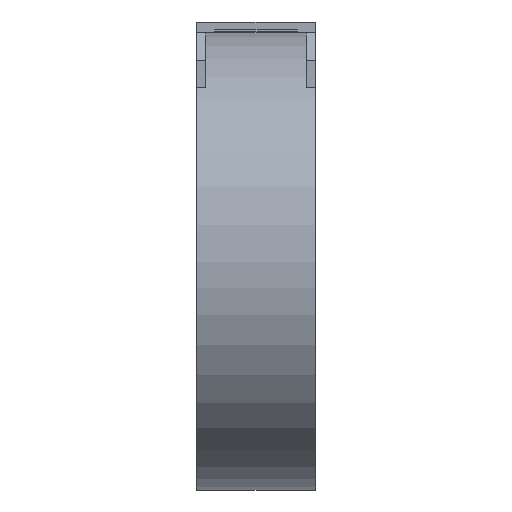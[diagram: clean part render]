
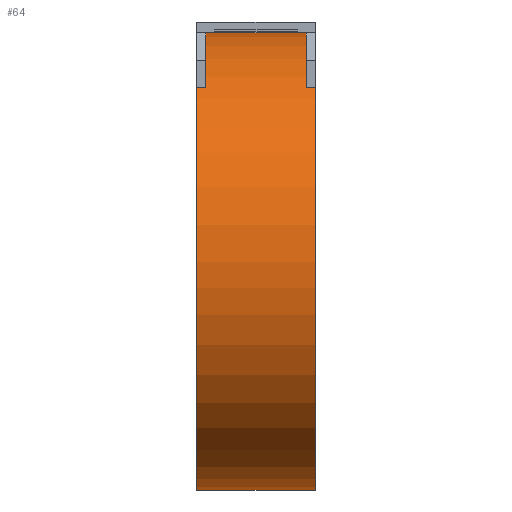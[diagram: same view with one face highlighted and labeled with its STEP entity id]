
A CAD part, left-side view. The second image highlights one B-rep face of the part: STEP entity #64.
In plain terms, the highlighted free-form (B-spline) face has degree [2, 1] with [9, 2] control points.
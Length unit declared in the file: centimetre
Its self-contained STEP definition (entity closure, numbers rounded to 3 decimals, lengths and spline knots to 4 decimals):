
#11=(
BOUNDED_CURVE()
B_SPLINE_CURVE(2,(#564,#565,#566,#567,#568,#569,#570,#571,#572),
 .UNSPECIFIED.,.T.,.F.)
B_SPLINE_CURVE_WITH_KNOTS((3,2,2,2,3),(0.,39.2699,78.5398,
117.8097,157.0796),.UNSPECIFIED.)
CURVE()
GEOMETRIC_REPRESENTATION_ITEM()
RATIONAL_B_SPLINE_CURVE((1.,0.707,1.,0.707,1.,0.707,
1.,0.707,1.))
REPRESENTATION_ITEM('')
);
#12=(
BOUNDED_CURVE()
B_SPLINE_CURVE(1,(#573,#574),.UNSPECIFIED.,.F.,.F.)
B_SPLINE_CURVE_WITH_KNOTS((2,2),(0.,13.),.UNSPECIFIED.)
CURVE()
GEOMETRIC_REPRESENTATION_ITEM()
RATIONAL_B_SPLINE_CURVE((1.,1.))
REPRESENTATION_ITEM('')
);
#13=(
BOUNDED_CURVE()
B_SPLINE_CURVE(2,(#575,#576,#577,#578,#579,#580,#581,#582,#583),
 .UNSPECIFIED.,.T.,.F.)
B_SPLINE_CURVE_WITH_KNOTS((3,2,2,2,3),(0.,39.2699,78.5398,
117.8097,157.0796),.UNSPECIFIED.)
CURVE()
GEOMETRIC_REPRESENTATION_ITEM()
RATIONAL_B_SPLINE_CURVE((1.,0.707,1.,0.707,1.,0.707,
1.,0.707,1.))
REPRESENTATION_ITEM('')
);
#14=(
BOUNDED_SURFACE()
B_SPLINE_SURFACE(2,1,((#542,#543),(#544,#545),(#546,#547),(#548,#549),(#550,
#551),(#552,#553),(#554,#555),(#556,#557),(#558,#559)),.UNSPECIFIED.,.T.,
 .F.,.F.)
B_SPLINE_SURFACE_WITH_KNOTS((3,2,2,2,3),(2,2),(0.,39.2699,78.5398,
117.8097,157.0796),(0.,13.),.UNSPECIFIED.)
GEOMETRIC_REPRESENTATION_ITEM()
RATIONAL_B_SPLINE_SURFACE(((1.,1.),(0.707,0.707),
(1.,1.),(0.707,0.707),(1.,1.),(0.707,
0.707),(1.,1.),(0.707,0.707),(1.,1.)))
REPRESENTATION_ITEM('')
SURFACE()
);
#64=ADVANCED_FACE('',(#87),#14,.T.);
#87=FACE_OUTER_BOUND('',#110,.T.);
#110=EDGE_LOOP('',(#187,#188,#189,#190));
#187=ORIENTED_EDGE('',*,*,#251,.T.);
#188=ORIENTED_EDGE('',*,*,#252,.T.);
#189=ORIENTED_EDGE('',*,*,#253,.F.);
#190=ORIENTED_EDGE('',*,*,#252,.F.);
#251=EDGE_CURVE('',#334,#334,#11,.T.);
#252=EDGE_CURVE('',#334,#335,#12,.T.);
#253=EDGE_CURVE('',#335,#335,#13,.T.);
#334=VERTEX_POINT('',#562);
#335=VERTEX_POINT('',#563);
#542=CARTESIAN_POINT('',(64.,-11.,-27.2));
#543=CARTESIAN_POINT('',(64.,2.,-27.2));
#544=CARTESIAN_POINT('',(64.,-11.,-2.2));
#545=CARTESIAN_POINT('',(64.,2.,-2.2));
#546=CARTESIAN_POINT('',(89.,-11.,-2.2));
#547=CARTESIAN_POINT('',(89.,2.,-2.2));
#548=CARTESIAN_POINT('',(114.,-11.,-2.2));
#549=CARTESIAN_POINT('',(114.,2.,-2.2));
#550=CARTESIAN_POINT('',(114.,-11.,-27.2));
#551=CARTESIAN_POINT('',(114.,2.,-27.2));
#552=CARTESIAN_POINT('',(114.,-11.,-52.2));
#553=CARTESIAN_POINT('',(114.,2.,-52.2));
#554=CARTESIAN_POINT('',(89.,-11.,-52.2));
#555=CARTESIAN_POINT('',(89.,2.,-52.2));
#556=CARTESIAN_POINT('',(64.,-11.,-52.2));
#557=CARTESIAN_POINT('',(64.,2.,-52.2));
#558=CARTESIAN_POINT('',(64.,-11.,-27.2));
#559=CARTESIAN_POINT('',(64.,2.,-27.2));
#562=CARTESIAN_POINT('',(64.,-11.,-27.2));
#563=CARTESIAN_POINT('',(64.,2.,-27.2));
#564=CARTESIAN_POINT('',(64.,-11.,-27.2));
#565=CARTESIAN_POINT('',(64.,-11.,-2.2));
#566=CARTESIAN_POINT('',(89.,-11.,-2.2));
#567=CARTESIAN_POINT('',(114.,-11.,-2.2));
#568=CARTESIAN_POINT('',(114.,-11.,-27.2));
#569=CARTESIAN_POINT('',(114.,-11.,-52.2));
#570=CARTESIAN_POINT('',(89.,-11.,-52.2));
#571=CARTESIAN_POINT('',(64.,-11.,-52.2));
#572=CARTESIAN_POINT('',(64.,-11.,-27.2));
#573=CARTESIAN_POINT('',(64.,-11.,-27.2));
#574=CARTESIAN_POINT('',(64.,2.,-27.2));
#575=CARTESIAN_POINT('',(64.,2.,-27.2));
#576=CARTESIAN_POINT('',(64.,2.,-2.2));
#577=CARTESIAN_POINT('',(89.,2.,-2.2));
#578=CARTESIAN_POINT('',(114.,2.,-2.2));
#579=CARTESIAN_POINT('',(114.,2.,-27.2));
#580=CARTESIAN_POINT('',(114.,2.,-52.2));
#581=CARTESIAN_POINT('',(89.,2.,-52.2));
#582=CARTESIAN_POINT('',(64.,2.,-52.2));
#583=CARTESIAN_POINT('',(64.,2.,-27.2));
